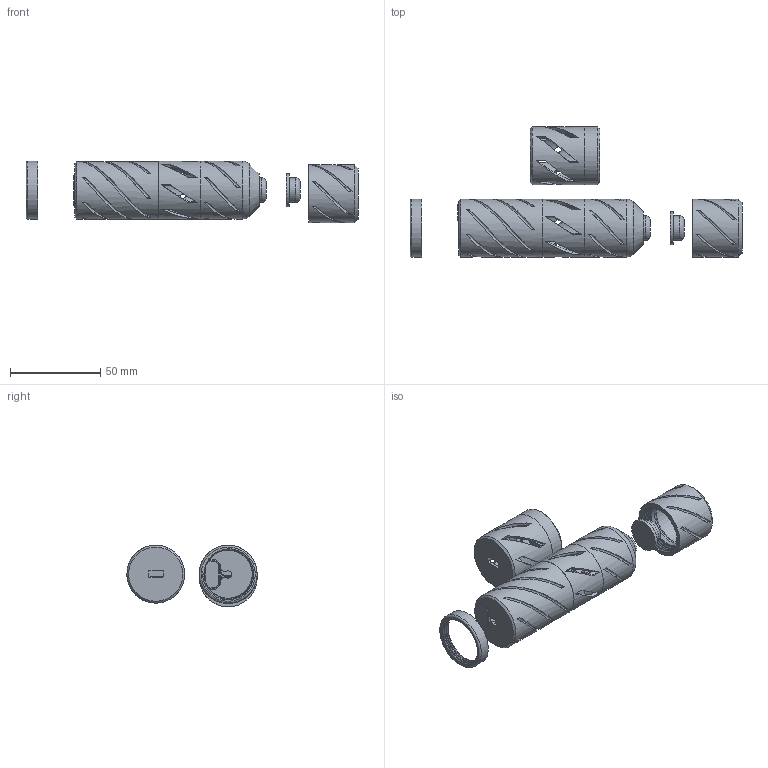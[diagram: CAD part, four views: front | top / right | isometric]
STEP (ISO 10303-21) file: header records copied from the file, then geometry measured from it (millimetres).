
FILE_DESCRIPTION(/* description */ (''),/* implementation_level */ '2;1');
FILE_NAME(/* name */ 'Pro Micro Button v1.step',/* time_stamp */ '2020-12-19T18:04:59-05:00',/* author */ (''),/* organization */ (''),/* preprocessor_version */ 'ST-DEVELOPER v18.1',/* originating_system */ 'Autodesk Translation Framework v9.7.1.1290',/* authorisation */ '');
FILE_SCHEMA (('AUTOMOTIVE_DESIGN { 1 0 10303 214 3 1 1 }'));
Length unit declared in the file: millimetre
Products named in the file (14): Pro Micro Button; case-a; collar; conical-cap; extended-button; short-button; micro-switch-adapter; switch-mount; plug; flat-cap; lower-ring; cover; lower-cap; case-b
Assembly tree (13 placements, depth 2):
  Pro Micro Button
    case-a
    collar
    conical-cap
    extended-button
    short-button
    micro-switch-adapter
    switch-mount
    plug
    flat-cap
    lower-ring
    cover
    lower-cap
    case-b
Bounding box: 183.5 x 72.03 x 34.03 mm (x, y, z)
Volume: 46507.3 mm3; surface area: 54628.8 mm2
Topology: 13 solids, 13 shells, 447 faces, 1126 edges, 724 vertices
Faces by surface type: plane 195, cylinder 123, bspline 87, cone 32, torus 10
Full cylindrical faces by diameter (mm): 13.6 x2, 14.4 x2, 18.4 x2, 18.5 x1, 19.7 x1, 20.269 x1, 21 x2, 23.269 x1, 24 x4, 24.6 x2, 25 x2, 25.85 x1, 26 x5, 26.132 x6, 28 x2, 28.208 x13, 29 x2, 30 x2, 32 x7
Entity records: 30535 total; most frequent: CARTESIAN_POINT 19826, ORIENTED_EDGE 2252, DIRECTION 1927, EDGE_CURVE 1126, VERTEX_POINT 724, AXIS2_PLACEMENT_3D 696, LINE 535, VECTOR 535
